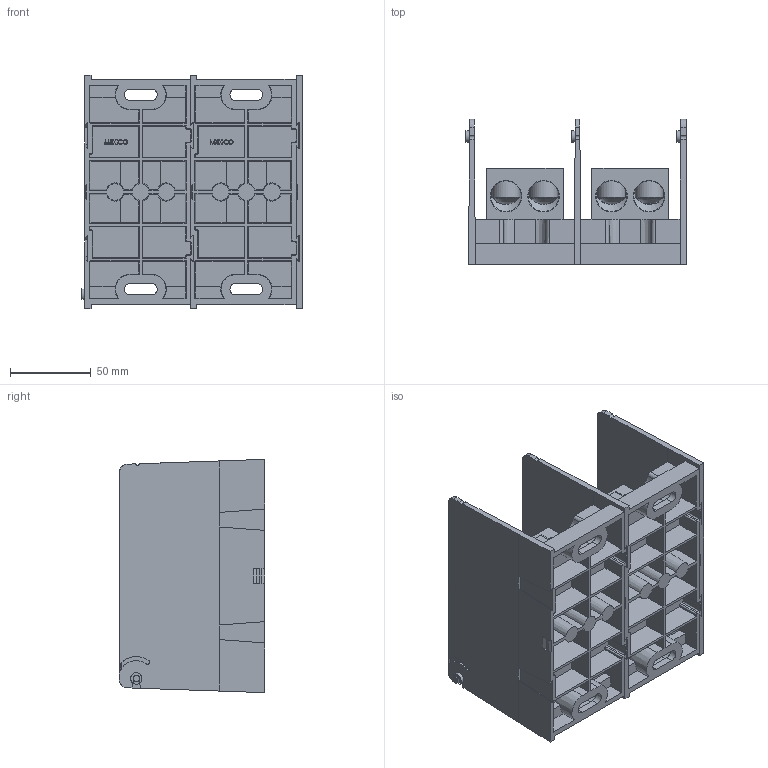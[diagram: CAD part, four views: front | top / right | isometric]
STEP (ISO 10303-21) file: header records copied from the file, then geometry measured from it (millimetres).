
FILE_DESCRIPTION (( 'STEP AP214' ), '1' );
FILE_NAME ('701993rev-2P.STEP', '2014-01-13T13:00:56', ( '' ), ( '' ), 'SwSTEP 2.0', 'SolidWorks 2013', '' );
FILE_SCHEMA (( 'AUTOMOTIVE_DESIGN' ));
Length unit declared in the file: inch
Products named in the file (1): 701993rev-2P
Bounding box: 136.78 x 90.17 x 144.78 mm (x, y, z)
Volume: 418218.1 mm3; surface area: 242528.6 mm2
Topology: 17 solids, 17 shells, 1011 faces, 2672 edges, 1756 vertices
Faces by surface type: plane 627, cylinder 192, cone 130, bspline 42, torus 20
Full cylindrical faces by diameter (mm): 4.064 x1, 4.928 x2, 6.909 x4, 7.112 x1, 10.795 x4, 12.7 x4, 15.875 x8, 17.475 x8, 19.05 x8
Entity records: 53007 total; most frequent: CARTESIAN_POINT 16346, ORIENTED_EDGE 4976, DIRECTION 4360, EDGE_CURVE 2488, VECTOR 1684, LINE 1684, VERTEX_POINT 1682, AXIS2_PLACEMENT_3D 1338
